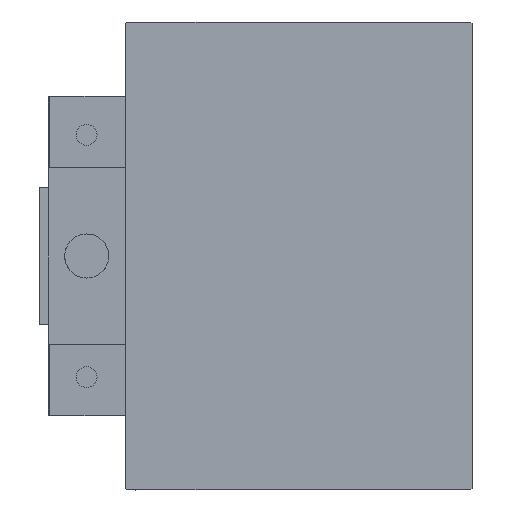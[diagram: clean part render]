
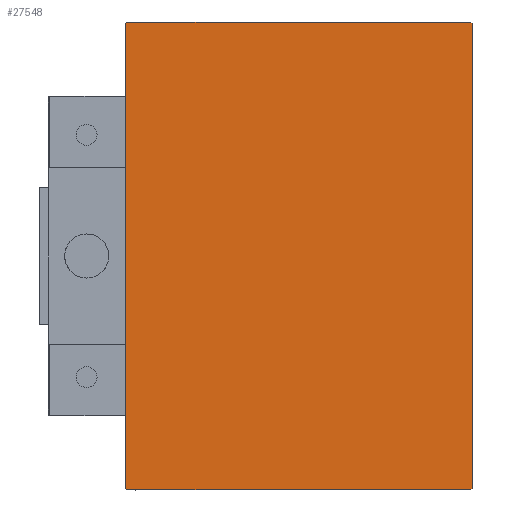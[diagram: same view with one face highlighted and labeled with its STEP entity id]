
A CAD part, left-side view. The second image highlights one B-rep face of the part: STEP entity #27548.
In plain terms, the highlighted face is planar.
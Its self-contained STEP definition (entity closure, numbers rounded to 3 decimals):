
#187 = VERTEX_POINT ( 'NONE', #34941 ) ;
#2464 = CARTESIAN_POINT ( 'NONE',  ( 113., 31.5, -42.2 ) ) ;
#3646 = EDGE_LOOP ( 'NONE', ( #38527, #7307, #11349, #6265, #25168, #17892, #7965, #13346 ) ) ;
#6265 = ORIENTED_EDGE ( 'NONE', *, *, #13338, .T. ) ;
#6984 = LINE ( 'NONE', #41180, #26413 ) ;
#6989 = CARTESIAN_POINT ( 'NONE',  ( 113., -36.85, 36.85 ) ) ;
#7307 = ORIENTED_EDGE ( 'NONE', *, *, #14516, .T. ) ;
#7523 = EDGE_CURVE ( 'NONE', #14502, #22978, #29841, .T. ) ;
#7965 = ORIENTED_EDGE ( 'NONE', *, *, #16669, .T. ) ;
#8225 = CARTESIAN_POINT ( 'NONE',  ( 113., -31.5, -42.5 ) ) ;
#8671 = EDGE_CURVE ( 'NONE', #16717, #27521, #22246, .T. ) ;
#10271 = EDGE_CURVE ( 'NONE', #187, #14502, #24823, .T. ) ;
#11330 = CARTESIAN_POINT ( 'NONE',  ( 113., 0., 0. ) ) ;
#11349 = ORIENTED_EDGE ( 'NONE', *, *, #8671, .T. ) ;
#11466 = VECTOR ( 'NONE', #40628, 1000. ) ;
#12046 = CARTESIAN_POINT ( 'NONE',  ( 113., 36.85, -36.85 ) ) ;
#13338 = EDGE_CURVE ( 'NONE', #27521, #187, #30439, .T. ) ;
#13346 = ORIENTED_EDGE ( 'NONE', *, *, #39315, .T. ) ;
#14502 = VERTEX_POINT ( 'NONE', #27121 ) ;
#14516 = EDGE_CURVE ( 'NONE', #30390, #16717, #42482, .T. ) ;
#14836 = FACE_OUTER_BOUND ( 'NONE', #3646, .T. ) ;
#14981 = DIRECTION ( 'NONE',  ( 0., 0.707, -0.707 ) ) ;
#15232 = CARTESIAN_POINT ( 'NONE',  ( 113., -36.85, -36.85 ) ) ;
#15328 = DIRECTION ( 'NONE',  ( 0., 0., -1. ) ) ;
#15612 = VECTOR ( 'NONE', #29700, 1000. ) ;
#16669 = EDGE_CURVE ( 'NONE', #22978, #27888, #6984, .T. ) ;
#16717 = VERTEX_POINT ( 'NONE', #2464 ) ;
#17536 = DIRECTION ( 'NONE',  ( 0., -0.707, -0.707 ) ) ;
#17848 = VECTOR ( 'NONE', #17536, 1000. ) ;
#17892 = ORIENTED_EDGE ( 'NONE', *, *, #7523, .T. ) ;
#20083 = CARTESIAN_POINT ( 'NONE',  ( 113., 31.2, -42.5 ) ) ;
#22246 = LINE ( 'NONE', #48917, #11466 ) ;
#22976 = VECTOR ( 'NONE', #42969, 1000. ) ;
#22978 = VERTEX_POINT ( 'NONE', #30400 ) ;
#23298 = EDGE_CURVE ( 'NONE', #33361, #30390, #47168, .T. ) ;
#24823 = LINE ( 'NONE', #32376, #49285 ) ;
#25168 = ORIENTED_EDGE ( 'NONE', *, *, #10271, .T. ) ;
#26413 = VECTOR ( 'NONE', #33622, 1000. ) ;
#26647 = CARTESIAN_POINT ( 'NONE',  ( 113., 31.5, 42.2 ) ) ;
#27121 = CARTESIAN_POINT ( 'NONE',  ( 113., -31.2, 42.5 ) ) ;
#27216 = AXIS2_PLACEMENT_3D ( 'NONE', #11330, #49531, #15328 ) ;
#27521 = VERTEX_POINT ( 'NONE', #26647 ) ;
#27548 = ADVANCED_FACE ( 'NONE', ( #14836 ), #38717, .T. ) ;
#27561 = DIRECTION ( 'NONE',  ( 0., 1., 0. ) ) ;
#27888 = VERTEX_POINT ( 'NONE', #41079 ) ;
#29700 = DIRECTION ( 'NONE',  ( 0., -0.707, 0.707 ) ) ;
#29841 = LINE ( 'NONE', #6989, #17848 ) ;
#30390 = VERTEX_POINT ( 'NONE', #20083 ) ;
#30400 = CARTESIAN_POINT ( 'NONE',  ( 113., -31.5, 42.2 ) ) ;
#30439 = LINE ( 'NONE', #45301, #15612 ) ;
#32376 = CARTESIAN_POINT ( 'NONE',  ( 113., 31.5, 42.5 ) ) ;
#33361 = VERTEX_POINT ( 'NONE', #45531 ) ;
#33622 = DIRECTION ( 'NONE',  ( 0., 0., -1. ) ) ;
#34394 = VECTOR ( 'NONE', #27561, 1000. ) ;
#34941 = CARTESIAN_POINT ( 'NONE',  ( 113., 31.2, 42.5 ) ) ;
#37107 = VECTOR ( 'NONE', #14981, 1000. ) ;
#38527 = ORIENTED_EDGE ( 'NONE', *, *, #23298, .T. ) ;
#38717 = PLANE ( 'NONE',  #27216 ) ;
#39315 = EDGE_CURVE ( 'NONE', #27888, #33361, #41657, .T. ) ;
#40628 = DIRECTION ( 'NONE',  ( 0., 0., 1. ) ) ;
#41079 = CARTESIAN_POINT ( 'NONE',  ( 113., -31.5, -42.2 ) ) ;
#41180 = CARTESIAN_POINT ( 'NONE',  ( 113., -31.5, 42.5 ) ) ;
#41657 = LINE ( 'NONE', #15232, #37107 ) ;
#42482 = LINE ( 'NONE', #12046, #22976 ) ;
#42969 = DIRECTION ( 'NONE',  ( 0., 0.707, 0.707 ) ) ;
#45301 = CARTESIAN_POINT ( 'NONE',  ( 113., 36.85, 36.85 ) ) ;
#45531 = CARTESIAN_POINT ( 'NONE',  ( 113., -31.2, -42.5 ) ) ;
#47168 = LINE ( 'NONE', #8225, #34394 ) ;
#47472 = DIRECTION ( 'NONE',  ( 0., -1., 0. ) ) ;
#48917 = CARTESIAN_POINT ( 'NONE',  ( 113., 31.5, -42.5 ) ) ;
#49285 = VECTOR ( 'NONE', #47472, 1000. ) ;
#49531 = DIRECTION ( 'NONE',  ( 1., 0., 0. ) ) ;
